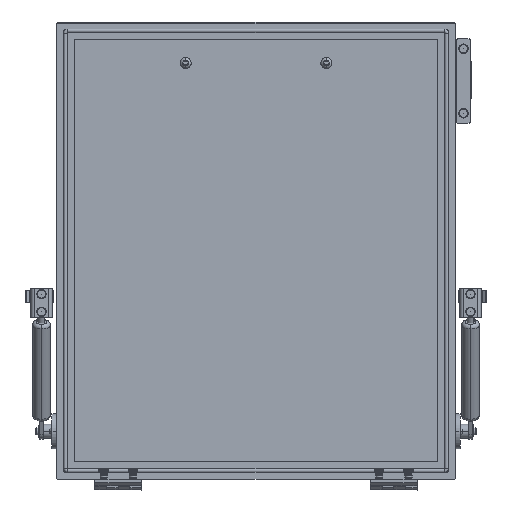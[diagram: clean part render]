
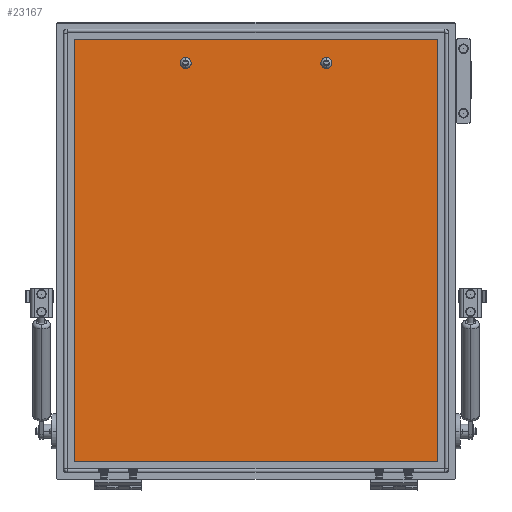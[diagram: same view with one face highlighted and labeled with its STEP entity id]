
A CAD part, front view. The second image highlights one B-rep face of the part: STEP entity #23167.
In plain terms, the highlighted planar face has unit normal (0, -1, 0).
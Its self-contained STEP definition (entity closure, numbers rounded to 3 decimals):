
#273 = LINE ( 'NONE', #39427, #19601 ) ;
#531 = CARTESIAN_POINT ( 'NONE',  ( -155., 22.5, 180. ) ) ;
#1046 = CARTESIAN_POINT ( 'NONE',  ( -155., 22.5, -180. ) ) ;
#1285 = CARTESIAN_POINT ( 'NONE',  ( 60., 22.5, 160. ) ) ;
#1417 = DIRECTION ( 'NONE',  ( 0., -1., 0. ) ) ;
#2247 = LINE ( 'NONE', #531, #32237 ) ;
#2313 = EDGE_CURVE ( 'NONE', #20309, #16094, #20646, .T. ) ;
#2423 = DIRECTION ( 'NONE',  ( 0., -1., 0. ) ) ;
#2944 = CARTESIAN_POINT ( 'NONE',  ( -60., 22.5, 160. ) ) ;
#4099 = EDGE_LOOP ( 'NONE', ( #6408, #20792 ) ) ;
#4180 = ORIENTED_EDGE ( 'NONE', *, *, #29067, .F. ) ;
#4306 = LINE ( 'NONE', #25416, #26558 ) ;
#4356 = VECTOR ( 'NONE', #35321, 1000. ) ;
#5013 = CARTESIAN_POINT ( 'NONE',  ( 60., 22.5, 162.75 ) ) ;
#6408 = ORIENTED_EDGE ( 'NONE', *, *, #33686, .F. ) ;
#7446 = CARTESIAN_POINT ( 'NONE',  ( 155., 22.5, 180. ) ) ;
#8360 = AXIS2_PLACEMENT_3D ( 'NONE', #2944, #8911, #27815 ) ;
#8911 = DIRECTION ( 'NONE',  ( 0., -1., 0. ) ) ;
#9868 = CIRCLE ( 'NONE', #31574, 2.75 ) ;
#10725 = EDGE_CURVE ( 'NONE', #34498, #28816, #34792, .T. ) ;
#10735 = AXIS2_PLACEMENT_3D ( 'NONE', #11918, #18162, #21524 ) ;
#11239 = CARTESIAN_POINT ( 'NONE',  ( 155., 22.5, 180. ) ) ;
#11918 = CARTESIAN_POINT ( 'NONE',  ( -155., 22.5, -180. ) ) ;
#11952 = ORIENTED_EDGE ( 'NONE', *, *, #2313, .F. ) ;
#12092 = FACE_BOUND ( 'NONE', #35899, .T. ) ;
#12822 = EDGE_CURVE ( 'NONE', #15631, #15259, #34827, .T. ) ;
#12841 = DIRECTION ( 'NONE',  ( 0., 0., -1. ) ) ;
#14346 = DIRECTION ( 'NONE',  ( 0., 0., -1. ) ) ;
#14529 = AXIS2_PLACEMENT_3D ( 'NONE', #32339, #2423, #14346 ) ;
#15035 = PLANE ( 'NONE',  #10735 ) ;
#15259 = VERTEX_POINT ( 'NONE', #11239 ) ;
#15631 = VERTEX_POINT ( 'NONE', #38459 ) ;
#16094 = VERTEX_POINT ( 'NONE', #38299 ) ;
#18043 = ORIENTED_EDGE ( 'NONE', *, *, #38024, .T. ) ;
#18162 = DIRECTION ( 'NONE',  ( 0., -1., 0. ) ) ;
#19601 = VECTOR ( 'NONE', #20955, 1000. ) ;
#19703 = DIRECTION ( 'NONE',  ( 0., -1., 0. ) ) ;
#20082 = EDGE_CURVE ( 'NONE', #25489, #30347, #4306, .T. ) ;
#20100 = CARTESIAN_POINT ( 'NONE',  ( 60., 22.5, 160. ) ) ;
#20309 = VERTEX_POINT ( 'NONE', #28377 ) ;
#20646 = CIRCLE ( 'NONE', #14529, 2.75 ) ;
#20792 = ORIENTED_EDGE ( 'NONE', *, *, #10725, .F. ) ;
#20955 = DIRECTION ( 'NONE',  ( 1., 0., 0. ) ) ;
#21524 = DIRECTION ( 'NONE',  ( 0., 0., -1. ) ) ;
#22940 = AXIS2_PLACEMENT_3D ( 'NONE', #20100, #19703, #35655 ) ;
#23167 = ADVANCED_FACE ( 'NONE', ( #12092, #24212, #37709 ), #15035, .T. ) ;
#23736 = CIRCLE ( 'NONE', #8360, 2.75 ) ;
#24212 = FACE_BOUND ( 'NONE', #4099, .T. ) ;
#24983 = DIRECTION ( 'NONE',  ( -1., 0., 0. ) ) ;
#25416 = CARTESIAN_POINT ( 'NONE',  ( -155., 22.5, 180. ) ) ;
#25489 = VERTEX_POINT ( 'NONE', #28186 ) ;
#25738 = ORIENTED_EDGE ( 'NONE', *, *, #20082, .T. ) ;
#26558 = VECTOR ( 'NONE', #12841, 1000. ) ;
#27815 = DIRECTION ( 'NONE',  ( 0., 0., -1. ) ) ;
#28186 = CARTESIAN_POINT ( 'NONE',  ( -155., 22.5, 180. ) ) ;
#28377 = CARTESIAN_POINT ( 'NONE',  ( -60., 22.5, 162.75 ) ) ;
#28816 = VERTEX_POINT ( 'NONE', #5013 ) ;
#29019 = EDGE_LOOP ( 'NONE', ( #25738, #39636, #32921, #18043 ) ) ;
#29067 = EDGE_CURVE ( 'NONE', #16094, #20309, #23736, .T. ) ;
#30347 = VERTEX_POINT ( 'NONE', #1046 ) ;
#31574 = AXIS2_PLACEMENT_3D ( 'NONE', #1285, #1417, #35521 ) ;
#32237 = VECTOR ( 'NONE', #24983, 1000. ) ;
#32339 = CARTESIAN_POINT ( 'NONE',  ( -60., 22.5, 160. ) ) ;
#32347 = EDGE_CURVE ( 'NONE', #30347, #15631, #273, .T. ) ;
#32921 = ORIENTED_EDGE ( 'NONE', *, *, #12822, .T. ) ;
#33686 = EDGE_CURVE ( 'NONE', #28816, #34498, #9868, .T. ) ;
#34498 = VERTEX_POINT ( 'NONE', #34698 ) ;
#34698 = CARTESIAN_POINT ( 'NONE',  ( 60., 22.5, 157.25 ) ) ;
#34792 = CIRCLE ( 'NONE', #22940, 2.75 ) ;
#34827 = LINE ( 'NONE', #7446, #4356 ) ;
#35321 = DIRECTION ( 'NONE',  ( 0., 0., 1. ) ) ;
#35521 = DIRECTION ( 'NONE',  ( 0., 0., -1. ) ) ;
#35655 = DIRECTION ( 'NONE',  ( 0., 0., -1. ) ) ;
#35899 = EDGE_LOOP ( 'NONE', ( #11952, #4180 ) ) ;
#37709 = FACE_OUTER_BOUND ( 'NONE', #29019, .T. ) ;
#38024 = EDGE_CURVE ( 'NONE', #15259, #25489, #2247, .T. ) ;
#38299 = CARTESIAN_POINT ( 'NONE',  ( -60., 22.5, 157.25 ) ) ;
#38459 = CARTESIAN_POINT ( 'NONE',  ( 155., 22.5, -180. ) ) ;
#39427 = CARTESIAN_POINT ( 'NONE',  ( -155., 22.5, -180. ) ) ;
#39636 = ORIENTED_EDGE ( 'NONE', *, *, #32347, .T. ) ;
